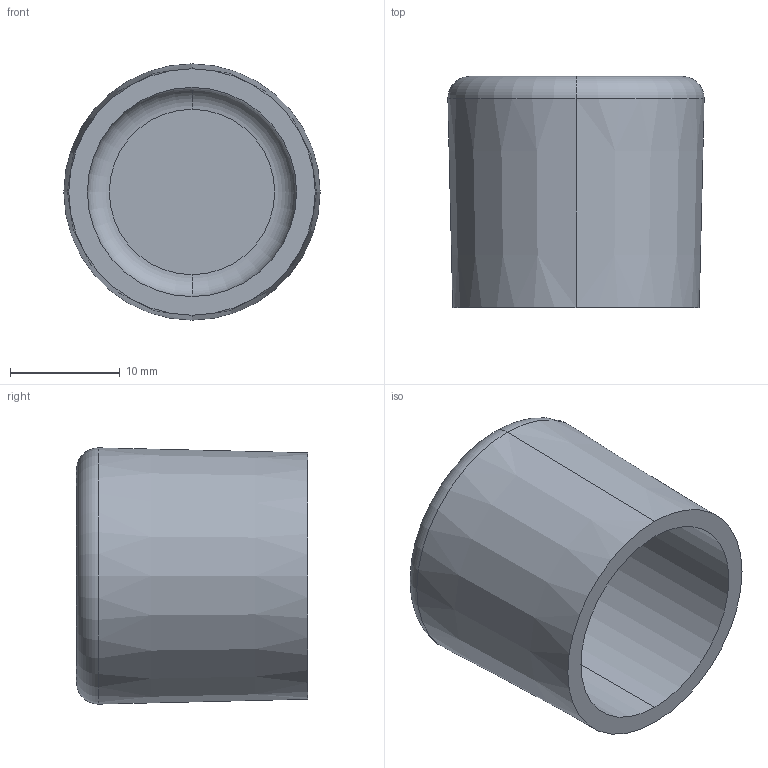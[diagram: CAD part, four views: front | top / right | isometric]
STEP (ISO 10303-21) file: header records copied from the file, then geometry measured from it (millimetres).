
FILE_DESCRIPTION (( 'STEP AP214' ), '1' );
FILE_NAME ('70317-Round Cap White 19.1mm.STEP', '2018-12-21T01:49:28', ( '' ), ( '' ), 'SwSTEP 2.0', 'SolidWorks 2018', '' );
FILE_SCHEMA (( 'AUTOMOTIVE_DESIGN' ));
Length unit declared in the file: millimetre
Products named in the file (1): 70317-Round Cap White 19.1mm
Bounding box: 23.4 x 21.1 x 23.4 mm (x, y, z)
Volume: 3189.6 mm3; surface area: 3433 mm2
Topology: 1 solids, 1 shells, 258 faces, 689 edges, 458 vertices
Faces by surface type: plane 153, bspline 97, torus 4, cylinder 2, cone 2
Entity records: 13409 total; most frequent: CARTESIAN_POINT 7583, ORIENTED_EDGE 1378, DIRECTION 835, EDGE_CURVE 689, LINE 479, VECTOR 479, VERTEX_POINT 458, EDGE_LOOP 283
